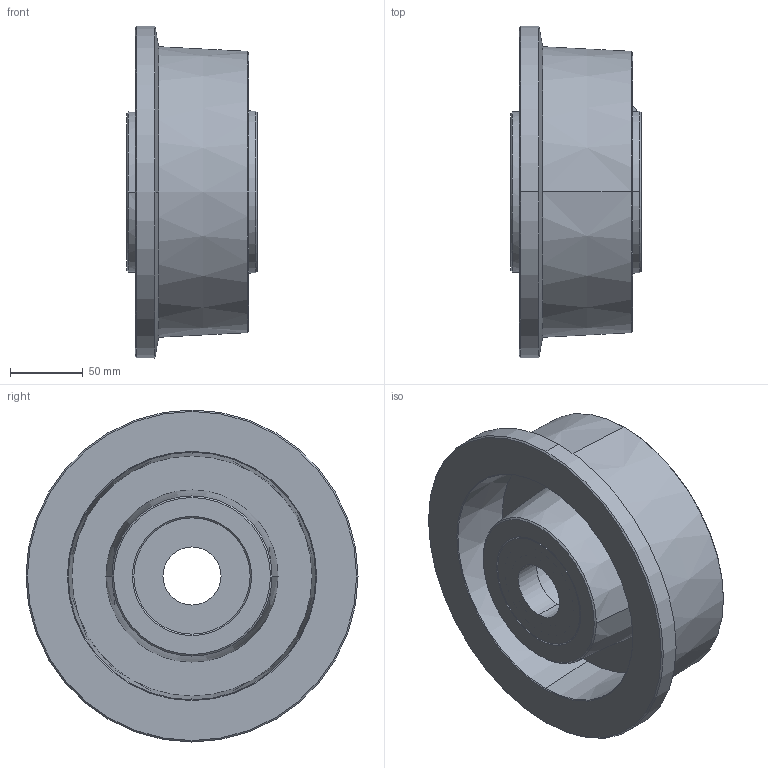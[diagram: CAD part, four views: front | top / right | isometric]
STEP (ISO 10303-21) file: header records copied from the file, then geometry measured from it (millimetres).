
FILE_DESCRIPTION (( 'STEP AP214' ), '1' );
FILE_NAME ('0023950.step', '2024-06-10T06:49:57', ( '' ), ( '' ), 'SwSTEP 2.0', 'SolidWorks 2020', '' );
FILE_SCHEMA (( 'AUTOMOTIVE_DESIGN' ));
Length unit declared in the file: millimetre
Products named in the file (1): 0023950
Bounding box: 90 x 228.5 x 228.5 mm (x, y, z)
Volume: 1755698.1 mm3; surface area: 208958.8 mm2
Topology: 1 solids, 5 shells, 83 faces, 183 edges, 114 vertices
Faces by surface type: cylinder 30, cone 26, plane 19, bspline 8
Entity records: 2518 total; most frequent: CARTESIAN_POINT 580, DIRECTION 439, ORIENTED_EDGE 366, AXIS2_PLACEMENT_3D 187, EDGE_CURVE 183, VERTEX_POINT 114, CIRCLE 111, EDGE_LOOP 99
